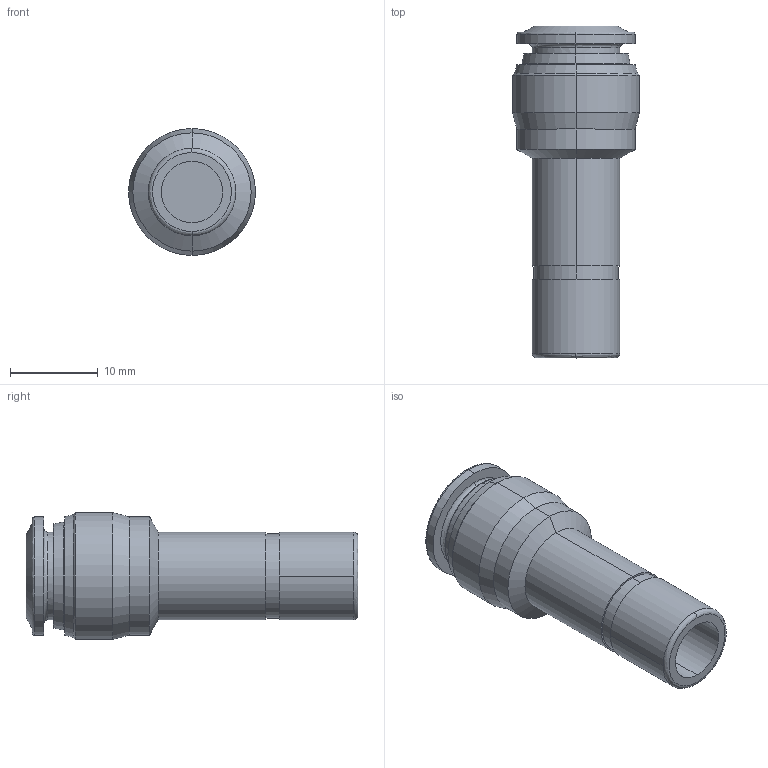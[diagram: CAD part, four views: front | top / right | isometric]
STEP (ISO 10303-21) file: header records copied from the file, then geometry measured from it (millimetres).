
FILE_DESCRIPTION (( 'STEP AP214' ), '1' );
FILE_NAME ('5770000003A.STEP', '2016-12-02T08:16:25', ( '' ), ( '' ), 'SwSTEP 2.0', 'SolidWorks 2016', '' );
FILE_SCHEMA (( 'AUTOMOTIVE_DESIGN' ));
Length unit declared in the file: millimetre
Products named in the file (2): 5770000003A
Bounding box: 14.5 x 37.9 x 14.5 mm (x, y, z)
Volume: 3292.7 mm3; surface area: 2093.7 mm2
Topology: 1 solids, 1 shells, 62 faces, 138 edges, 84 vertices
Faces by surface type: cylinder 18, cone 18, plane 16, bspline 10
Entity records: 2190 total; most frequent: CARTESIAN_POINT 800, DIRECTION 292, ORIENTED_EDGE 276, EDGE_CURVE 138, AXIS2_PLACEMENT_3D 120, VERTEX_POINT 84, EDGE_LOOP 72, CIRCLE 66
